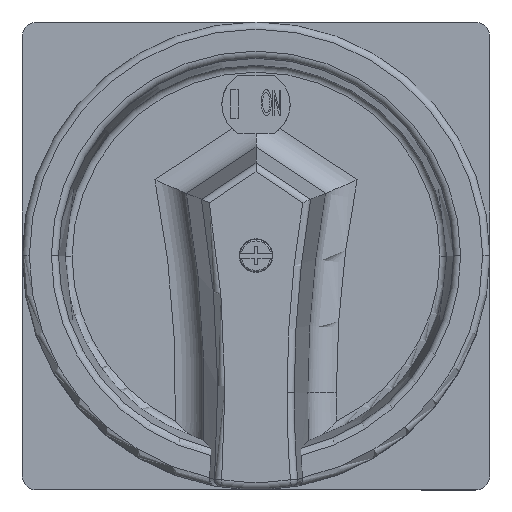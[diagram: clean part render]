
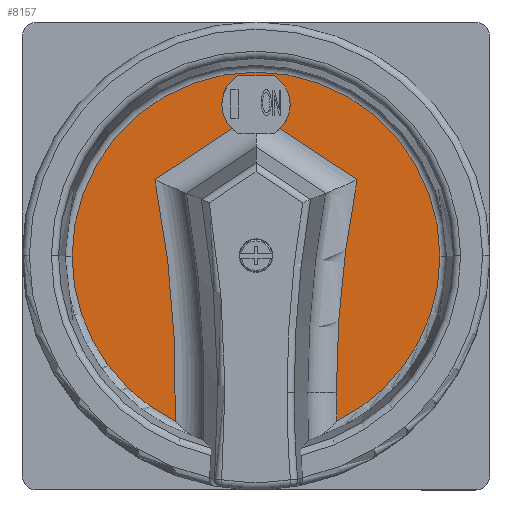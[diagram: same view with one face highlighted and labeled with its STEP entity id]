
A CAD part, top view. The second image highlights one B-rep face of the part: STEP entity #8157.
In plain terms, the highlighted planar face has unit normal (0, 0, 1).
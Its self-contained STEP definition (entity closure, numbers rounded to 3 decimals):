
#217 = DIRECTION ( 'NONE',  ( -1., 0., 0. ) ) ;
#446 = DIRECTION ( 'NONE',  ( 0., 0., -1. ) ) ;
#505 = VERTEX_POINT ( 'NONE', #5125 ) ;
#667 = DIRECTION ( 'NONE',  ( 0., 0., -1. ) ) ;
#702 = DIRECTION ( 'NONE',  ( 0., 0., 1. ) ) ;
#885 = CARTESIAN_POINT ( 'NONE',  ( -14.053, 10.576, 8. ) ) ;
#955 = ORIENTED_EDGE ( 'NONE', *, *, #9050, .F. ) ;
#1432 = CIRCLE ( 'NONE', #10257, 152.877 ) ;
#1444 = ORIENTED_EDGE ( 'NONE', *, *, #13116, .T. ) ;
#1801 = CIRCLE ( 'NONE', #10606, 25.557 ) ;
#1895 = CARTESIAN_POINT ( 'NONE',  ( 25.557, 0., 8. ) ) ;
#2115 = ORIENTED_EDGE ( 'NONE', *, *, #5743, .T. ) ;
#2142 = DIRECTION ( 'NONE',  ( -1., 0., 0. ) ) ;
#2331 = DIRECTION ( 'NONE',  ( -1., 0., 0. ) ) ;
#2379 = DIRECTION ( 'NONE',  ( 0., 0., 1. ) ) ;
#2388 = CIRCLE ( 'NONE', #4698, 4.75 ) ;
#2414 = AXIS2_PLACEMENT_3D ( 'NONE', #10405, #5385, #2867 ) ;
#2493 = CIRCLE ( 'NONE', #8916, 25.557 ) ;
#2751 = AXIS2_PLACEMENT_3D ( 'NONE', #7810, #4818, #7612 ) ;
#2867 = DIRECTION ( 'NONE',  ( -1., 0., 0. ) ) ;
#3006 = CARTESIAN_POINT ( 'NONE',  ( -2.026, 18.554, 8. ) ) ;
#3514 = DIRECTION ( 'NONE',  ( -1., 0., 0. ) ) ;
#3538 = CIRCLE ( 'NONE', #13003, 152.877 ) ;
#3605 = CARTESIAN_POINT ( 'NONE',  ( 11.217, -22.964, 8. ) ) ;
#4301 = EDGE_CURVE ( 'NONE', #10365, #10706, #1801, .T. ) ;
#4405 = VERTEX_POINT ( 'NONE', #8282 ) ;
#4628 = ORIENTED_EDGE ( 'NONE', *, *, #5085, .T. ) ;
#4698 = AXIS2_PLACEMENT_3D ( 'NONE', #12023, #667, #2142 ) ;
#4699 = DIRECTION ( 'NONE',  ( 0., 0., 1. ) ) ;
#4818 = DIRECTION ( 'NONE',  ( 0., 0., -1. ) ) ;
#4822 = CARTESIAN_POINT ( 'NONE',  ( 12.026, 11.921, 8. ) ) ;
#5085 = EDGE_CURVE ( 'NONE', #13086, #6030, #7642, .T. ) ;
#5097 = CARTESIAN_POINT ( 'NONE',  ( 0., 0., 8. ) ) ;
#5125 = CARTESIAN_POINT ( 'NONE',  ( -25.557, 0., 8. ) ) ;
#5232 = AXIS2_PLACEMENT_3D ( 'NONE', #14605, #7487, #217 ) ;
#5385 = DIRECTION ( 'NONE',  ( 0., 0., -1. ) ) ;
#5428 = CIRCLE ( 'NONE', #5232, 4.75 ) ;
#5549 = VERTEX_POINT ( 'NONE', #7229 ) ;
#5743 = EDGE_CURVE ( 'NONE', #4405, #13086, #2388, .T. ) ;
#5831 = LINE ( 'NONE', #3006, #12164 ) ;
#5840 = EDGE_CURVE ( 'NONE', #11394, #5549, #3538, .T. ) ;
#5886 = DIRECTION ( 'NONE',  ( 0., 0., -1. ) ) ;
#5945 = DIRECTION ( 'NONE',  ( 0.833, 0.553, 0. ) ) ;
#6030 = VERTEX_POINT ( 'NONE', #10420 ) ;
#6086 = PLANE ( 'NONE',  #7494 ) ;
#6306 = EDGE_CURVE ( 'NONE', #6331, #10264, #5831, .T. ) ;
#6314 = ORIENTED_EDGE ( 'NONE', *, *, #4301, .F. ) ;
#6331 = VERTEX_POINT ( 'NONE', #885 ) ;
#6541 = VECTOR ( 'NONE', #6563, 1000. ) ;
#6563 = DIRECTION ( 'NONE',  ( 1., 0., 0. ) ) ;
#6967 = EDGE_LOOP ( 'NONE', ( #13520, #2115, #4628, #11383, #7878, #11005, #6314, #8659, #955, #1444, #6978, #7522 ) ) ;
#6978 = ORIENTED_EDGE ( 'NONE', *, *, #6306, .T. ) ;
#7134 = CARTESIAN_POINT ( 'NONE',  ( 25.557, 0., 8. ) ) ;
#7229 = CARTESIAN_POINT ( 'NONE',  ( 11.165, -18.998, 8. ) ) ;
#7421 = LINE ( 'NONE', #4822, #9817 ) ;
#7487 = DIRECTION ( 'NONE',  ( 0., 0., -1. ) ) ;
#7494 = AXIS2_PLACEMENT_3D ( 'NONE', #1895, #5886, #3514 ) ;
#7522 = ORIENTED_EDGE ( 'NONE', *, *, #14602, .T. ) ;
#7612 = DIRECTION ( 'NONE',  ( -1., 0., 0. ) ) ;
#7642 = CIRCLE ( 'NONE', #2414, 4.75 ) ;
#7810 = CARTESIAN_POINT ( 'NONE',  ( 0., 0., 8. ) ) ;
#7878 = ORIENTED_EDGE ( 'NONE', *, *, #5840, .T. ) ;
#7929 = CARTESIAN_POINT ( 'NONE',  ( -164.042, -18.998, 8. ) ) ;
#8133 = DIRECTION ( 'NONE',  ( 0., 0., -1. ) ) ;
#8157 = ADVANCED_FACE ( 'NONE', ( #13185 ), #6086, .F. ) ;
#8160 = VERTEX_POINT ( 'NONE', #9219 ) ;
#8282 = CARTESIAN_POINT ( 'NONE',  ( 2.562, 25.057, 8. ) ) ;
#8448 = EDGE_CURVE ( 'NONE', #505, #10365, #2493, .T. ) ;
#8659 = ORIENTED_EDGE ( 'NONE', *, *, #8448, .F. ) ;
#8889 = DIRECTION ( 'NONE',  ( -1., 0., 0. ) ) ;
#8916 = AXIS2_PLACEMENT_3D ( 'NONE', #10451, #446, #14618 ) ;
#9050 = EDGE_CURVE ( 'NONE', #8160, #505, #11741, .T. ) ;
#9060 = CARTESIAN_POINT ( 'NONE',  ( 4.75, 21.057, 8. ) ) ;
#9108 = DIRECTION ( 'NONE',  ( -1., 0., 0. ) ) ;
#9219 = CARTESIAN_POINT ( 'NONE',  ( -11.217, -22.964, 8. ) ) ;
#9737 = CIRCLE ( 'NONE', #11138, 152.877 ) ;
#9790 = VERTEX_POINT ( 'NONE', #13912 ) ;
#9817 = VECTOR ( 'NONE', #13045, 1000. ) ;
#10257 = AXIS2_PLACEMENT_3D ( 'NONE', #7929, #702, #9108 ) ;
#10264 = VERTEX_POINT ( 'NONE', #12987 ) ;
#10365 = VERTEX_POINT ( 'NONE', #7134 ) ;
#10405 = CARTESIAN_POINT ( 'NONE',  ( 0., 21.057, 8. ) ) ;
#10420 = CARTESIAN_POINT ( 'NONE',  ( 3.342, 17.682, 8. ) ) ;
#10451 = CARTESIAN_POINT ( 'NONE',  ( 0., 0., 8. ) ) ;
#10606 = AXIS2_PLACEMENT_3D ( 'NONE', #5097, #8133, #2331 ) ;
#10706 = VERTEX_POINT ( 'NONE', #3605 ) ;
#11005 = ORIENTED_EDGE ( 'NONE', *, *, #15081, .T. ) ;
#11138 = AXIS2_PLACEMENT_3D ( 'NONE', #11825, #4699, #13057 ) ;
#11163 = CARTESIAN_POINT ( 'NONE',  ( 164.042, -18.998, 8. ) ) ;
#11383 = ORIENTED_EDGE ( 'NONE', *, *, #11639, .T. ) ;
#11394 = VERTEX_POINT ( 'NONE', #12975 ) ;
#11639 = EDGE_CURVE ( 'NONE', #6030, #11394, #7421, .T. ) ;
#11741 = CIRCLE ( 'NONE', #2751, 25.557 ) ;
#11825 = CARTESIAN_POINT ( 'NONE',  ( 164.042, -18.998, 8. ) ) ;
#12023 = CARTESIAN_POINT ( 'NONE',  ( 0., 21.057, 8. ) ) ;
#12164 = VECTOR ( 'NONE', #5945, 1000. ) ;
#12875 = LINE ( 'NONE', #13685, #6541 ) ;
#12975 = CARTESIAN_POINT ( 'NONE',  ( 14.053, 10.576, 8. ) ) ;
#12987 = CARTESIAN_POINT ( 'NONE',  ( -3.342, 17.682, 8. ) ) ;
#13003 = AXIS2_PLACEMENT_3D ( 'NONE', #11163, #2379, #8889 ) ;
#13045 = DIRECTION ( 'NONE',  ( 0.833, -0.553, 0. ) ) ;
#13057 = DIRECTION ( 'NONE',  ( -1., 0., 0. ) ) ;
#13086 = VERTEX_POINT ( 'NONE', #9060 ) ;
#13116 = EDGE_CURVE ( 'NONE', #8160, #6331, #1432, .T. ) ;
#13185 = FACE_OUTER_BOUND ( 'NONE', #6967, .T. ) ;
#13520 = ORIENTED_EDGE ( 'NONE', *, *, #13603, .T. ) ;
#13603 = EDGE_CURVE ( 'NONE', #9790, #4405, #12875, .T. ) ;
#13685 = CARTESIAN_POINT ( 'NONE',  ( 25.557, 25.057, 8. ) ) ;
#13912 = CARTESIAN_POINT ( 'NONE',  ( -2.562, 25.057, 8. ) ) ;
#14602 = EDGE_CURVE ( 'NONE', #10264, #9790, #5428, .T. ) ;
#14605 = CARTESIAN_POINT ( 'NONE',  ( 0., 21.057, 8. ) ) ;
#14618 = DIRECTION ( 'NONE',  ( -1., 0., 0. ) ) ;
#15081 = EDGE_CURVE ( 'NONE', #5549, #10706, #9737, .T. ) ;
